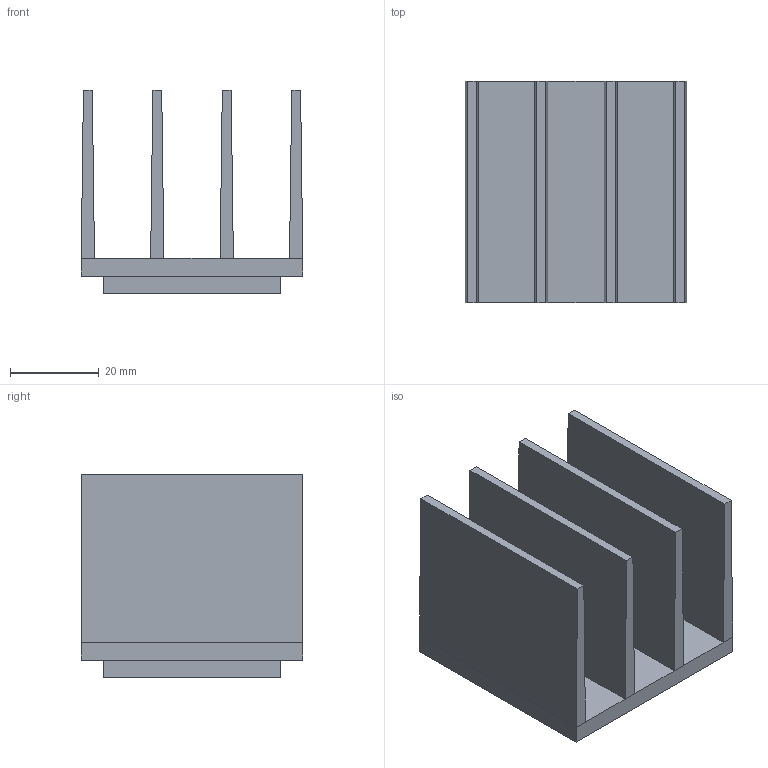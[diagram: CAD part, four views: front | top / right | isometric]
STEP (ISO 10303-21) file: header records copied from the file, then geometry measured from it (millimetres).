
FILE_DESCRIPTION( ( 'STEP AP203' ), '1' );
FILE_NAME( 'chip2.step', ' ', ( ' ' ), ( ' ' ), 'PSStep 22.0.50', ' ', ' ' );
FILE_SCHEMA( ( 'CONFIG_CONTROL_DESIGN' ) );
Length unit declared in the file: metre
Products named in the file (6): 1; 2; 3; 4; 5; 6
Bounding box: 50 x 50 x 46 mm (x, y, z)
Volume: 35400 mm3; surface area: 26601.3 mm2
Topology: 6 solids, 6 shells, 42 faces, 90 edges, 60 vertices
Faces by surface type: bspline 42
Entity records: 1183 total; most frequent: CARTESIAN_POINT 414, ORIENTED_EDGE 180, EDGE_CURVE 90, B_SPLINE_CURVE_WITH_KNOTS 90, VERTEX_POINT 60, ADVANCED_FACE 42, FACE_OUTER_BOUND 42, B_SPLINE_SURFACE_WITH_KNOTS 42
